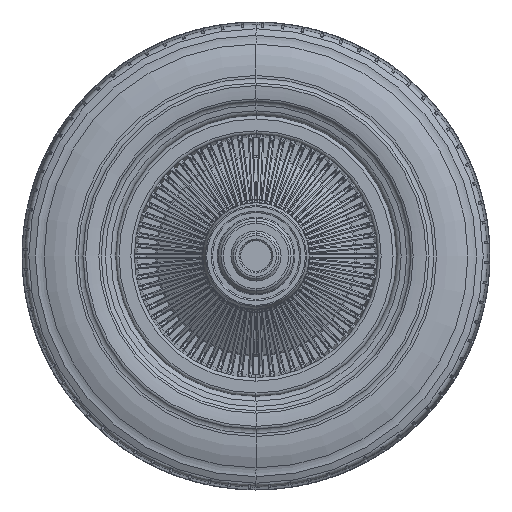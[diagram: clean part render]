
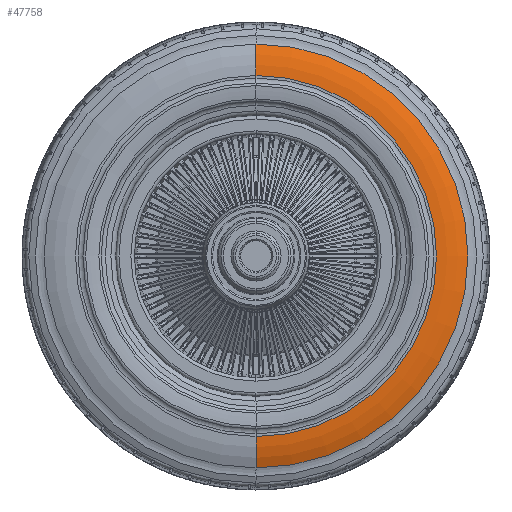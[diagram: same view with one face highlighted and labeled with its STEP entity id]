
A CAD part, left-side view. The second image highlights one B-rep face of the part: STEP entity #47758.
In plain terms, the highlighted toroidal (fillet/blend) face has major radius 27 mm and minor radius 11.282 mm.
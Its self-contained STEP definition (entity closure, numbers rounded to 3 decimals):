
#973 = DIRECTION ( 'NONE',  ( 0., -1., 0. ) ) ;
#10835 = ORIENTED_EDGE ( 'NONE', *, *, #95493, .F. ) ;
#12239 = ORIENTED_EDGE ( 'NONE', *, *, #127950, .T. ) ;
#17463 = DIRECTION ( 'NONE',  ( 0., 0., -1. ) ) ;
#17586 = CIRCLE ( 'NONE', #123536, 11.282 ) ;
#19953 = CARTESIAN_POINT ( 'NONE',  ( -12., 0., 27. ) ) ;
#20551 = DIRECTION ( 'NONE',  ( 0., 0., -1. ) ) ;
#25575 = DIRECTION ( 'NONE',  ( 0., 0., 1. ) ) ;
#29590 = FACE_OUTER_BOUND ( 'NONE', #112437, .T. ) ;
#30262 = EDGE_CURVE ( 'NONE', #109460, #145185, #17586, .T. ) ;
#30611 = AXIS2_PLACEMENT_3D ( 'NONE', #42152, #65811, #20551 ) ;
#30987 = VERTEX_POINT ( 'NONE', #112346 ) ;
#36990 = DIRECTION ( 'NONE',  ( 0., 0., -1. ) ) ;
#39776 = CARTESIAN_POINT ( 'NONE',  ( -12., 0., 0. ) ) ;
#42152 = CARTESIAN_POINT ( 'NONE',  ( -10.972, 0., 0. ) ) ;
#44548 = AXIS2_PLACEMENT_3D ( 'NONE', #52423, #121862, #17463 ) ;
#47758 = ADVANCED_FACE ( 'NONE', ( #29590 ), #90454, .T. ) ;
#48711 = CARTESIAN_POINT ( 'NONE',  ( -0.718, 0., 27. ) ) ;
#52423 = CARTESIAN_POINT ( 'NONE',  ( -0.718, 0., 0. ) ) ;
#53956 = VERTEX_POINT ( 'NONE', #19953 ) ;
#59623 = CARTESIAN_POINT ( 'NONE',  ( -0.718, 0., -27. ) ) ;
#63918 = DIRECTION ( 'NONE',  ( 1., 0., 0. ) ) ;
#64929 = CIRCLE ( 'NONE', #98620, 11.282 ) ;
#65811 = DIRECTION ( 'NONE',  ( -1., 0., 0. ) ) ;
#90454 = TOROIDAL_SURFACE ( 'NONE', #44548, 27., 11.282 ) ;
#92603 = CARTESIAN_POINT ( 'NONE',  ( -10.972, 0., -31.704 ) ) ;
#95493 = EDGE_CURVE ( 'NONE', #53956, #30987, #64929, .T. ) ;
#98620 = AXIS2_PLACEMENT_3D ( 'NONE', #48711, #118651, #25575 ) ;
#98638 = CIRCLE ( 'NONE', #152763, 27. ) ;
#99939 = DIRECTION ( 'NONE',  ( 0., 0., -1. ) ) ;
#109460 = VERTEX_POINT ( 'NONE', #122315 ) ;
#112086 = ORIENTED_EDGE ( 'NONE', *, *, #30262, .T. ) ;
#112346 = CARTESIAN_POINT ( 'NONE',  ( -10.972, 0., 31.704 ) ) ;
#112437 = EDGE_LOOP ( 'NONE', ( #10835, #137966, #112086, #12239 ) ) ;
#113095 = CIRCLE ( 'NONE', #30611, 31.704 ) ;
#118651 = DIRECTION ( 'NONE',  ( 0., 1., 0. ) ) ;
#121862 = DIRECTION ( 'NONE',  ( 1., 0., 0. ) ) ;
#122315 = CARTESIAN_POINT ( 'NONE',  ( -12., 0., -27. ) ) ;
#123536 = AXIS2_PLACEMENT_3D ( 'NONE', #59623, #973, #36990 ) ;
#126378 = EDGE_CURVE ( 'NONE', #53956, #109460, #98638, .T. ) ;
#127950 = EDGE_CURVE ( 'NONE', #145185, #30987, #113095, .T. ) ;
#137966 = ORIENTED_EDGE ( 'NONE', *, *, #126378, .T. ) ;
#145185 = VERTEX_POINT ( 'NONE', #92603 ) ;
#152763 = AXIS2_PLACEMENT_3D ( 'NONE', #39776, #63918, #99939 ) ;
